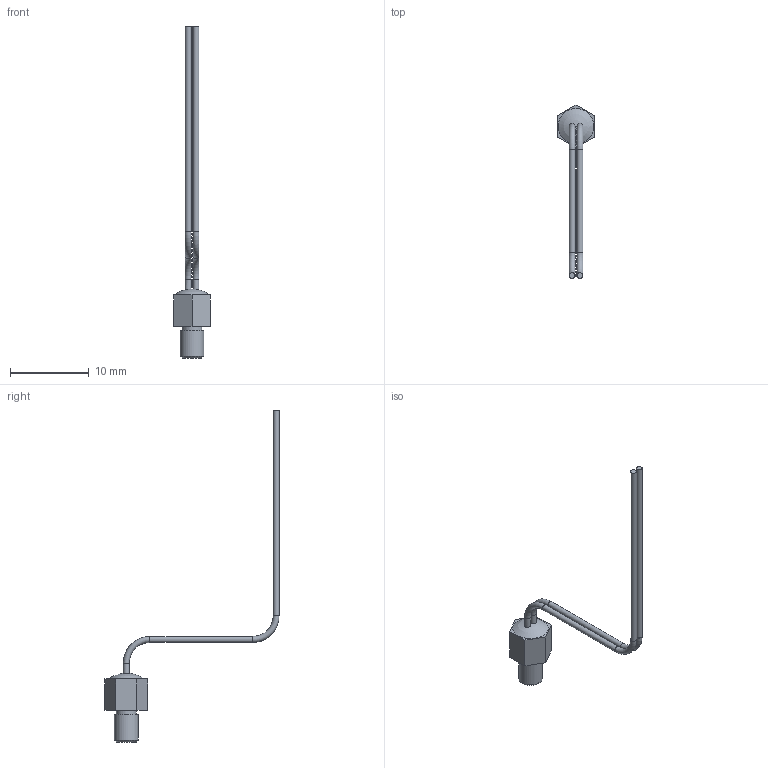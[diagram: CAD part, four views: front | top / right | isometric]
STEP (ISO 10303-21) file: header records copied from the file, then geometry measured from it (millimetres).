
FILE_DESCRIPTION(/* description */ (''),/* implementation_level */ '2;1');
FILE_NAME(/* name */ 'C04H010008-Thermistor_v05.stp',/* time_stamp */ '2014-12-22T14:24:19+01:00',/* author */ ('MARCHA TECHNOLOGY'),/* organization */ (''),/* preprocessor_version */ 'ST-DEVELOPER v15.6',/* originating_system */ 'Autodesk Inventor 2015',/* authorisation */ '');
FILE_SCHEMA (('CONFIG_CONTROL_DESIGN'));
Length unit declared in the file: millimetre
Products named in the file (1): C04H010008-Thermistor_v05
Bounding box: 4.68 x 22.08 x 42.11 mm (x, y, z)
Volume: 153 mm3; surface area: 379.2 mm2
Topology: 1 solids, 1 shells, 26 faces, 56 edges, 35 vertices
Faces by surface type: plane 12, cylinder 8, torus 4, sphere 1, cone 1
Full cylindrical faces by diameter (mm): 0.75 x6, 2.5 x1, 3 x1
Entity records: 693 total; most frequent: CARTESIAN_POINT 159, DIRECTION 104, ORIENTED_EDGE 72, EDGE_LOOP 44, AXIS2_PLACEMENT_3D 43, EDGE_CURVE 36, VERTEX_POINT 30, FACE_OUTER_BOUND 26
